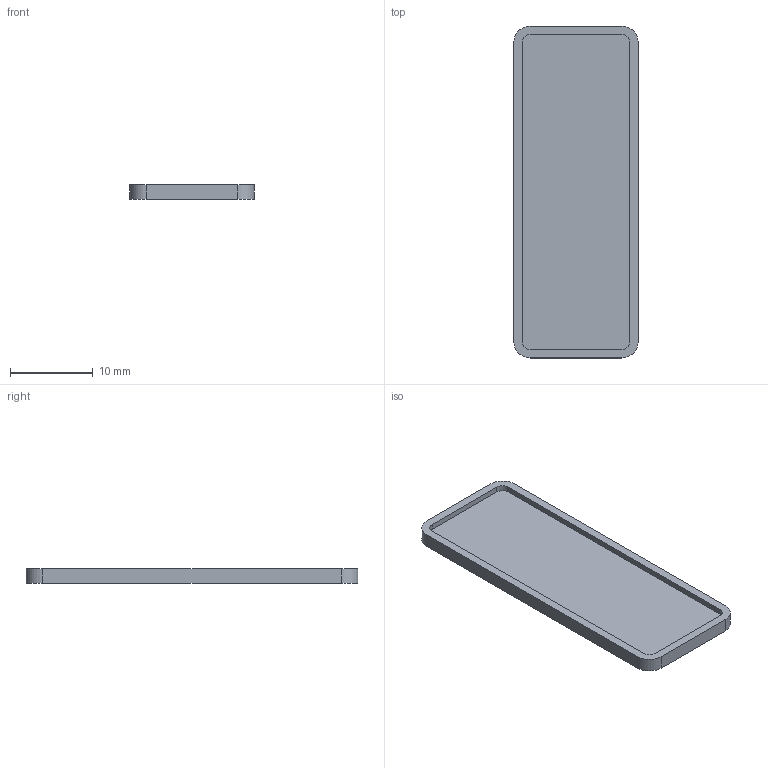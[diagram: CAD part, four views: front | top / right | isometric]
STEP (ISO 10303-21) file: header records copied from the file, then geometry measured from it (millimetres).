
FILE_DESCRIPTION(/* description */ (''),/* implementation_level */ '2;1');
FILE_NAME(/* name */ 'omega_serial_plate',/* time_stamp */ '2025-09-25T08:42:56+02:00',/* author */ (''),/* organization */ (''),/* preprocessor_version */ 'ST-DEVELOPER v19.2',/* originating_system */ 'Rhino 8.22',/* authorisation */ '');
FILE_SCHEMA (('CONFIG_CONTROL_DESIGN'));
Length unit declared in the file: millimetre
Products named in the file (1): Document
Bounding box: 15 x 40 x 1.7 mm (x, y, z)
Volume: 669 mm3; surface area: 1444.5 mm2
Topology: 1 solids, 1 shells, 19 faces, 48 edges, 32 vertices
Faces by surface type: plane 11, cylinder 8
Entity records: 658 total; most frequent: CARTESIAN_POINT 173, ORIENTED_EDGE 96, DIRECTION 55, EDGE_CURVE 48, AXIS2_PLACEMENT_3D 37, VERTEX_POINT 32, B_SPLINE_CURVE_WITH_KNOTS 21, EDGE_LOOP 20
